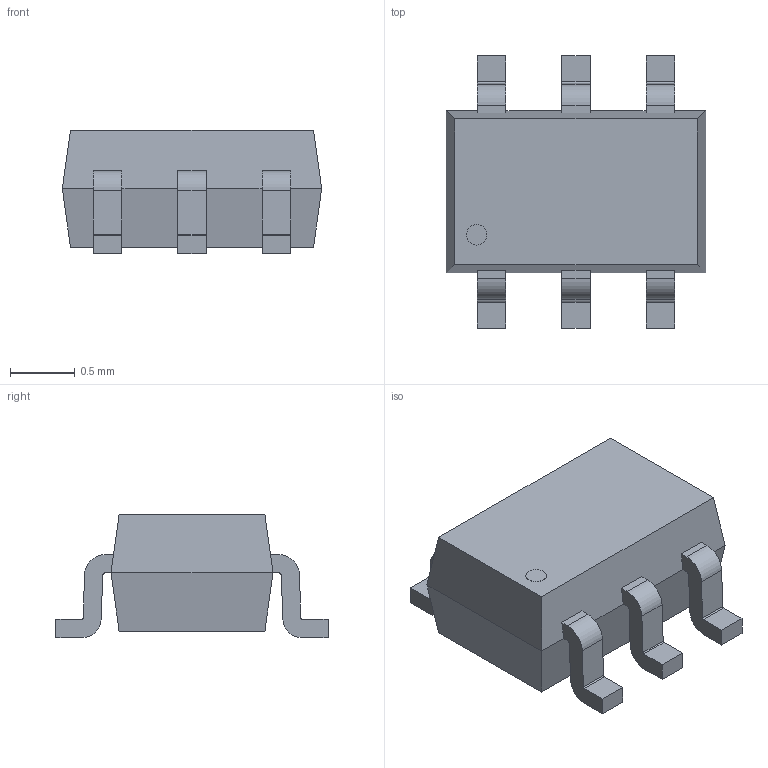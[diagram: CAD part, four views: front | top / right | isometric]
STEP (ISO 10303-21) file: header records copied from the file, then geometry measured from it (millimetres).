
FILE_DESCRIPTION (( 'STEP AP214' ), '1' );
FILE_NAME ('SC-70-6_L2.0-W1.3-P0.65-LS2.1-BL-1.STEP', '2021-09-05T06:39:17', ( '' ), ( '' ), 'SwSTEP 2.0', 'SolidWorks 2018', '' );
FILE_SCHEMA (( 'AUTOMOTIVE_DESIGN' ));
Length unit declared in the file: millimetre
Products named in the file (1): SC-70-6_L2.0-W1.3-P0.65-LS2.1-BL-1
Bounding box: 2 x 2.1 x 0.95 mm (x, y, z)
Volume: 2.2 mm3; surface area: 13.6 mm2
Topology: 1 solids, 1 shells, 150 faces, 404 edges, 264 vertices
Faces by surface type: plane 110, cylinder 26, bspline 14
Entity records: 7016 total; most frequent: CARTESIAN_POINT 1617, ORIENTED_EDGE 808, DIRECTION 702, EDGE_CURVE 404, LINE 324, VECTOR 324, VERTEX_POINT 264, AXIS2_PLACEMENT_3D 189
